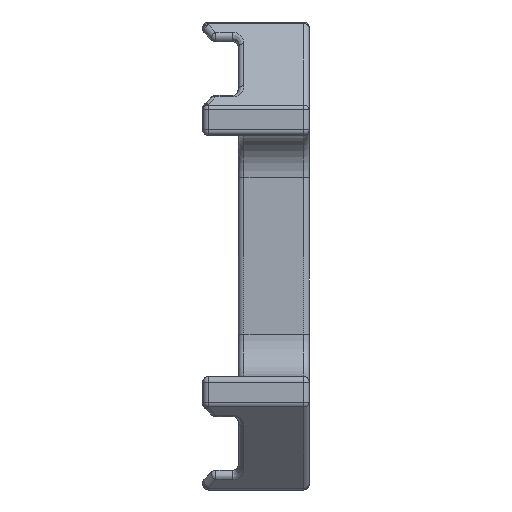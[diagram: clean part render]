
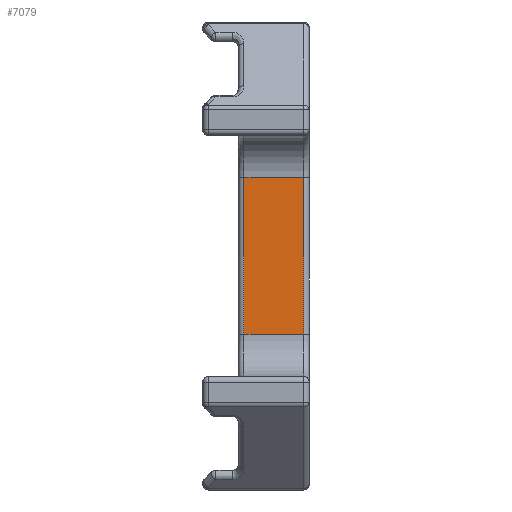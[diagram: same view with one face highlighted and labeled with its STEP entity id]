
A CAD part, left-side view. The second image highlights one B-rep face of the part: STEP entity #7079.
In plain terms, the highlighted planar face has unit normal (-1, 0, 0).
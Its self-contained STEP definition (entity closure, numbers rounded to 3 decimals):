
#219 = LINE ( 'NONE', #3781, #438 ) ;
#226 = EDGE_CURVE ( 'NONE', #2640, #5830, #2161, .T. ) ;
#333 = DIRECTION ( 'NONE',  ( 1., 0., 0. ) ) ;
#403 = EDGE_CURVE ( 'NONE', #2523, #2640, #5070, .T. ) ;
#438 = VECTOR ( 'NONE', #3284, 1000. ) ;
#614 = LINE ( 'NONE', #8709, #6104 ) ;
#998 = PLANE ( 'NONE',  #3367 ) ;
#1120 = ORIENTED_EDGE ( 'NONE', *, *, #3625, .F. ) ;
#1969 = VECTOR ( 'NONE', #3133, 1000. ) ;
#2161 = LINE ( 'NONE', #6234, #7895 ) ;
#2194 = VERTEX_POINT ( 'NONE', #6669 ) ;
#2523 = VERTEX_POINT ( 'NONE', #3865 ) ;
#2640 = VERTEX_POINT ( 'NONE', #6624 ) ;
#2953 = FACE_OUTER_BOUND ( 'NONE', #5869, .T. ) ;
#3133 = DIRECTION ( 'NONE',  ( 0., -1., 0. ) ) ;
#3284 = DIRECTION ( 'NONE',  ( 0., 0., -1. ) ) ;
#3367 = AXIS2_PLACEMENT_3D ( 'NONE', #5597, #333, #6307 ) ;
#3543 = EDGE_CURVE ( 'NONE', #2194, #2523, #219, .T. ) ;
#3625 = EDGE_CURVE ( 'NONE', #2194, #5830, #614, .T. ) ;
#3781 = CARTESIAN_POINT ( 'NONE',  ( 14., 9.2, 22. ) ) ;
#3801 = CARTESIAN_POINT ( 'NONE',  ( 14., 15., 22. ) ) ;
#3865 = CARTESIAN_POINT ( 'NONE',  ( 14., 9.2, 22. ) ) ;
#4294 = DIRECTION ( 'NONE',  ( 0., 0., 1. ) ) ;
#4731 = CARTESIAN_POINT ( 'NONE',  ( 14., 0.8, 44. ) ) ;
#5070 = LINE ( 'NONE', #3801, #1969 ) ;
#5597 = CARTESIAN_POINT ( 'NONE',  ( 14., 15., 44. ) ) ;
#5830 = VERTEX_POINT ( 'NONE', #4731 ) ;
#5869 = EDGE_LOOP ( 'NONE', ( #1120, #7967, #7363, #6546 ) ) ;
#6104 = VECTOR ( 'NONE', #8131, 1000. ) ;
#6234 = CARTESIAN_POINT ( 'NONE',  ( 14., 0.8, 44. ) ) ;
#6307 = DIRECTION ( 'NONE',  ( 0., 0., -1. ) ) ;
#6546 = ORIENTED_EDGE ( 'NONE', *, *, #226, .T. ) ;
#6624 = CARTESIAN_POINT ( 'NONE',  ( 14., 0.8, 22. ) ) ;
#6669 = CARTESIAN_POINT ( 'NONE',  ( 14., 9.2, 44. ) ) ;
#7079 = ADVANCED_FACE ( 'NONE', ( #2953 ), #998, .F. ) ;
#7363 = ORIENTED_EDGE ( 'NONE', *, *, #403, .T. ) ;
#7895 = VECTOR ( 'NONE', #4294, 1000. ) ;
#7967 = ORIENTED_EDGE ( 'NONE', *, *, #3543, .T. ) ;
#8131 = DIRECTION ( 'NONE',  ( 0., -1., 0. ) ) ;
#8709 = CARTESIAN_POINT ( 'NONE',  ( 14., 15., 44. ) ) ;
